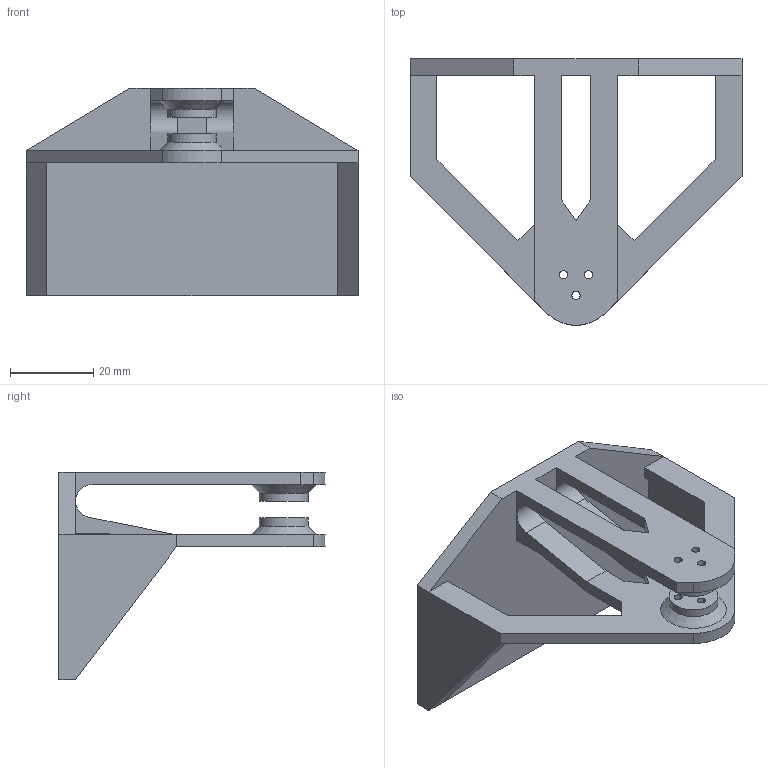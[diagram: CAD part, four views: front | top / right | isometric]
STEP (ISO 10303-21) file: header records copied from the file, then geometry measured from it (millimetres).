
FILE_DESCRIPTION(/* description */ (''),/* implementation_level */ '2;1');
FILE_NAME(/* name */ 'WheelAttachment.stp',/* time_stamp */ '2020-06-09T15:04:17+02:00',/* author */ ('jguck'),/* organization */ (''),/* preprocessor_version */ 'ST-DEVELOPER v17',/* originating_system */ 'Autodesk Inventor 2019',/* authorisation */ '');
FILE_SCHEMA (('AUTOMOTIVE_DESIGN { 1 0 10303 214 3 1 1 }'));
Length unit declared in the file: millimetre
Products named in the file (1): wheel_holder
Bounding box: 80 x 64.16 x 50 mm (x, y, z)
Volume: 27741 mm3; surface area: 17291 mm2
Topology: 1 solids, 1 shells, 57 faces, 180 edges, 120 vertices
Faces by surface type: plane 43, cylinder 12, cone 2
Full cylindrical faces by diameter (mm): 2 x6, 11.8 x2
Entity records: 2065 total; most frequent: ORIENTED_EDGE 360, CARTESIAN_POINT 358, DIRECTION 328, EDGE_CURVE 180, LINE 148, VECTOR 148, VERTEX_POINT 120, AXIS2_PLACEMENT_3D 90
